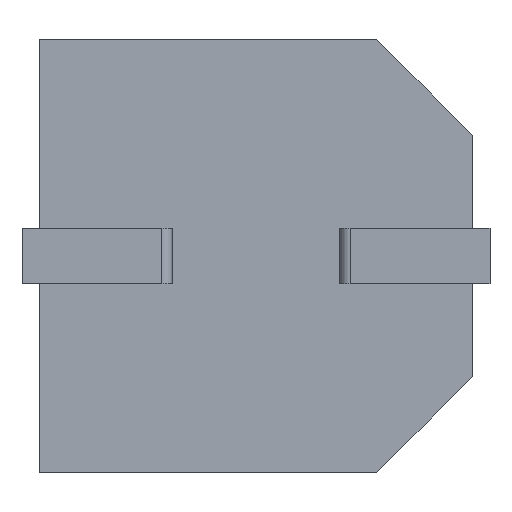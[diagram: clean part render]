
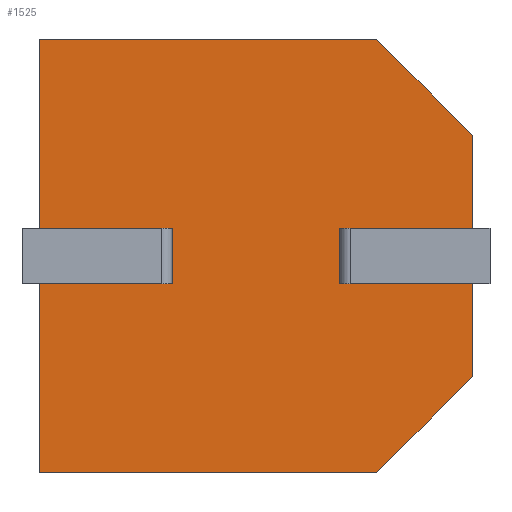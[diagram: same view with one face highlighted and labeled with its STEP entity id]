
A CAD part, front view. The second image highlights one B-rep face of the part: STEP entity #1525.
In plain terms, the highlighted planar face has unit normal (0, -1, 0).
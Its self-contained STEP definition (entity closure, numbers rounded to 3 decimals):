
#3 = LINE ( 'NONE', #2739, #1640 ) ;
#19 = CARTESIAN_POINT ( 'NONE',  ( 5.9, 0., -3.7 ) ) ;
#73 = DIRECTION ( 'NONE',  ( 0., 1., 0. ) ) ;
#76 = LINE ( 'NONE', #140, #3387 ) ;
#81 = VERTEX_POINT ( 'NONE', #1448 ) ;
#120 = ORIENTED_EDGE ( 'NONE', *, *, #276, .F. ) ;
#129 = VERTEX_POINT ( 'NONE', #2271 ) ;
#131 = ORIENTED_EDGE ( 'NONE', *, *, #2842, .T. ) ;
#140 = CARTESIAN_POINT ( 'NONE',  ( 0., 0., 0. ) ) ;
#142 = EDGE_CURVE ( 'NONE', #2226, #3005, #1355, .T. ) ;
#148 = CARTESIAN_POINT ( 'NONE',  ( 2.6, 0., -4.8 ) ) ;
#155 = CARTESIAN_POINT ( 'NONE',  ( 8.5, 0., -6.626 ) ) ;
#159 = DIRECTION ( 'NONE',  ( -0.707, 0., 0.707 ) ) ;
#180 = CARTESIAN_POINT ( 'NONE',  ( 5.9, 0., -4.8 ) ) ;
#191 = DIRECTION ( 'NONE',  ( 1., 0., 0. ) ) ;
#245 = CARTESIAN_POINT ( 'NONE',  ( 0., 0., 0. ) ) ;
#276 = EDGE_CURVE ( 'NONE', #878, #1975, #1105, .T. ) ;
#424 = VERTEX_POINT ( 'NONE', #1374 ) ;
#447 = EDGE_CURVE ( 'NONE', #81, #3017, #2381, .T. ) ;
#448 = CARTESIAN_POINT ( 'NONE',  ( 8.5, 0., 0. ) ) ;
#463 = DIRECTION ( 'NONE',  ( 0., 0., 1. ) ) ;
#505 = ORIENTED_EDGE ( 'NONE', *, *, #596, .F. ) ;
#515 = VERTEX_POINT ( 'NONE', #2771 ) ;
#550 = VECTOR ( 'NONE', #191, 1000. ) ;
#596 = EDGE_CURVE ( 'NONE', #3187, #424, #2217, .T. ) ;
#606 = VECTOR ( 'NONE', #2949, 1000. ) ;
#642 = EDGE_CURVE ( 'NONE', #3187, #3017, #666, .T. ) ;
#646 = LINE ( 'NONE', #448, #3115 ) ;
#666 = LINE ( 'NONE', #2328, #1471 ) ;
#713 = VERTEX_POINT ( 'NONE', #19 ) ;
#723 = DIRECTION ( 'NONE',  ( 0.707, 0., 0.707 ) ) ;
#724 = DIRECTION ( 'NONE',  ( 0., 0., -1. ) ) ;
#825 = VECTOR ( 'NONE', #724, 1000. ) ;
#834 = ORIENTED_EDGE ( 'NONE', *, *, #642, .T. ) ;
#859 = CARTESIAN_POINT ( 'NONE',  ( 0., 0., -8.5 ) ) ;
#864 = PLANE ( 'NONE',  #1614 ) ;
#878 = VERTEX_POINT ( 'NONE', #2978 ) ;
#966 = ORIENTED_EDGE ( 'NONE', *, *, #2919, .T. ) ;
#984 = DIRECTION ( 'NONE',  ( 0., 0., -1. ) ) ;
#1030 = EDGE_LOOP ( 'NONE', ( #120, #1474, #2056, #1424, #966, #505, #834, #2817, #2806, #3257, #2886, #131, #1942, #2143 ) ) ;
#1094 = EDGE_CURVE ( 'NONE', #3396, #129, #2961, .T. ) ;
#1105 = LINE ( 'NONE', #3209, #1269 ) ;
#1174 = DIRECTION ( 'NONE',  ( 0., 0., -1. ) ) ;
#1176 = VECTOR ( 'NONE', #159, 1000. ) ;
#1269 = VECTOR ( 'NONE', #2944, 1000. ) ;
#1293 = CARTESIAN_POINT ( 'NONE',  ( 2.6, 0., -4.8 ) ) ;
#1338 = LINE ( 'NONE', #2528, #825 ) ;
#1355 = LINE ( 'NONE', #155, #1732 ) ;
#1374 = CARTESIAN_POINT ( 'NONE',  ( 6.626, 0., 0. ) ) ;
#1424 = ORIENTED_EDGE ( 'NONE', *, *, #2991, .F. ) ;
#1448 = CARTESIAN_POINT ( 'NONE',  ( 2.6, 0., -3.7 ) ) ;
#1471 = VECTOR ( 'NONE', #984, 1000. ) ;
#1474 = ORIENTED_EDGE ( 'NONE', *, *, #3040, .T. ) ;
#1487 = DIRECTION ( 'NONE',  ( -1., 0., 0. ) ) ;
#1525 = ADVANCED_FACE ( 'NONE', ( #2582 ), #864, .F. ) ;
#1553 = VECTOR ( 'NONE', #463, 1000. ) ;
#1578 = LINE ( 'NONE', #2937, #606 ) ;
#1614 = AXIS2_PLACEMENT_3D ( 'NONE', #1635, #73, #2710 ) ;
#1621 = CARTESIAN_POINT ( 'NONE',  ( 0., 0., 0. ) ) ;
#1635 = CARTESIAN_POINT ( 'NONE',  ( 0., 0., 0. ) ) ;
#1640 = VECTOR ( 'NONE', #1687, 1000. ) ;
#1673 = CARTESIAN_POINT ( 'NONE',  ( 6.626, 0., 0. ) ) ;
#1687 = DIRECTION ( 'NONE',  ( 1., 0., 0. ) ) ;
#1732 = VECTOR ( 'NONE', #723, 1000. ) ;
#1762 = CARTESIAN_POINT ( 'NONE',  ( 8.5, 0., -6.626 ) ) ;
#1828 = DIRECTION ( 'NONE',  ( 0., 0., 1. ) ) ;
#1873 = CARTESIAN_POINT ( 'NONE',  ( 8.5, 0., -4.8 ) ) ;
#1889 = VERTEX_POINT ( 'NONE', #859 ) ;
#1931 = LINE ( 'NONE', #1293, #3180 ) ;
#1942 = ORIENTED_EDGE ( 'NONE', *, *, #142, .T. ) ;
#1946 = EDGE_CURVE ( 'NONE', #713, #515, #1578, .T. ) ;
#1973 = DIRECTION ( 'NONE',  ( -1., 0., 0. ) ) ;
#1975 = VERTEX_POINT ( 'NONE', #1873 ) ;
#2010 = CARTESIAN_POINT ( 'NONE',  ( 0., 0., -3.7 ) ) ;
#2056 = ORIENTED_EDGE ( 'NONE', *, *, #1946, .T. ) ;
#2143 = ORIENTED_EDGE ( 'NONE', *, *, #2190, .F. ) ;
#2190 = EDGE_CURVE ( 'NONE', #1975, #3005, #646, .T. ) ;
#2217 = LINE ( 'NONE', #245, #550 ) ;
#2226 = VERTEX_POINT ( 'NONE', #3036 ) ;
#2235 = DIRECTION ( 'NONE',  ( 0., 0., -1. ) ) ;
#2271 = CARTESIAN_POINT ( 'NONE',  ( 0., 0., -4.8 ) ) ;
#2328 = CARTESIAN_POINT ( 'NONE',  ( 0., 0., 0. ) ) ;
#2381 = LINE ( 'NONE', #2498, #3215 ) ;
#2498 = CARTESIAN_POINT ( 'NONE',  ( 2.6, 0., -3.7 ) ) ;
#2528 = CARTESIAN_POINT ( 'NONE',  ( 8.5, 0., 0. ) ) ;
#2535 = CARTESIAN_POINT ( 'NONE',  ( 2.6, 0., -4.8 ) ) ;
#2554 = VERTEX_POINT ( 'NONE', #2864 ) ;
#2582 = FACE_OUTER_BOUND ( 'NONE', #1030, .T. ) ;
#2594 = EDGE_CURVE ( 'NONE', #3396, #81, #1931, .T. ) ;
#2710 = DIRECTION ( 'NONE',  ( 0., 0., 1. ) ) ;
#2739 = CARTESIAN_POINT ( 'NONE',  ( 0., 0., -8.5 ) ) ;
#2771 = CARTESIAN_POINT ( 'NONE',  ( 8.5, 0., -3.7 ) ) ;
#2806 = ORIENTED_EDGE ( 'NONE', *, *, #2594, .F. ) ;
#2817 = ORIENTED_EDGE ( 'NONE', *, *, #447, .F. ) ;
#2842 = EDGE_CURVE ( 'NONE', #1889, #2226, #3, .T. ) ;
#2864 = CARTESIAN_POINT ( 'NONE',  ( 8.5, 0., -1.874 ) ) ;
#2865 = EDGE_CURVE ( 'NONE', #129, #1889, #76, .T. ) ;
#2886 = ORIENTED_EDGE ( 'NONE', *, *, #2865, .T. ) ;
#2919 = EDGE_CURVE ( 'NONE', #2554, #424, #3133, .T. ) ;
#2937 = CARTESIAN_POINT ( 'NONE',  ( 5.9, 0., -3.7 ) ) ;
#2944 = DIRECTION ( 'NONE',  ( 1., 0., 0. ) ) ;
#2949 = DIRECTION ( 'NONE',  ( 1., 0., 0. ) ) ;
#2961 = LINE ( 'NONE', #2535, #3284 ) ;
#2962 = LINE ( 'NONE', #180, #1553 ) ;
#2978 = CARTESIAN_POINT ( 'NONE',  ( 5.9, 0., -4.8 ) ) ;
#2991 = EDGE_CURVE ( 'NONE', #2554, #515, #1338, .T. ) ;
#3005 = VERTEX_POINT ( 'NONE', #1762 ) ;
#3017 = VERTEX_POINT ( 'NONE', #2010 ) ;
#3036 = CARTESIAN_POINT ( 'NONE',  ( 6.626, 0., -8.5 ) ) ;
#3040 = EDGE_CURVE ( 'NONE', #878, #713, #2962, .T. ) ;
#3115 = VECTOR ( 'NONE', #1174, 1000. ) ;
#3133 = LINE ( 'NONE', #1673, #1176 ) ;
#3180 = VECTOR ( 'NONE', #1828, 1000. ) ;
#3187 = VERTEX_POINT ( 'NONE', #1621 ) ;
#3209 = CARTESIAN_POINT ( 'NONE',  ( 5.9, 0., -4.8 ) ) ;
#3215 = VECTOR ( 'NONE', #1973, 1000. ) ;
#3257 = ORIENTED_EDGE ( 'NONE', *, *, #1094, .T. ) ;
#3284 = VECTOR ( 'NONE', #1487, 1000. ) ;
#3387 = VECTOR ( 'NONE', #2235, 1000. ) ;
#3396 = VERTEX_POINT ( 'NONE', #148 ) ;
